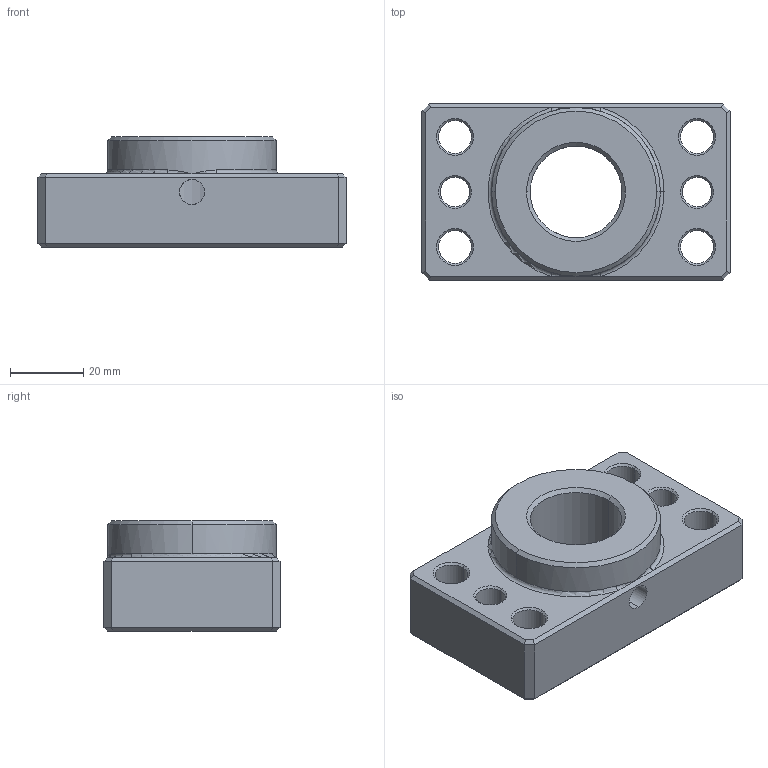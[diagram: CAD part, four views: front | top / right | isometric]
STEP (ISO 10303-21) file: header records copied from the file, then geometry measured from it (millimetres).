
FILE_DESCRIPTION (( 'STEP AP214' ), '1' );
FILE_NAME ('MGHP-D25.step', '2024-12-24T08:02:36', ( '' ), ( '' ), 'SwSTEP 2.0', 'SolidWorks 2016', '' );
FILE_SCHEMA (( 'AUTOMOTIVE_DESIGN' ));
Length unit declared in the file: millimetre
Products named in the file (1): MGHP-D25
Bounding box: 84 x 48 x 30 mm (x, y, z)
Volume: 74427.2 mm3; surface area: 18159.7 mm2
Topology: 1 solids, 1 shells, 83 faces, 194 edges, 109 vertices
Faces by surface type: cone 30, plane 28, cylinder 18, bspline 4, torus 3
Entity records: 2570 total; most frequent: CARTESIAN_POINT 599, DIRECTION 418, ORIENTED_EDGE 380, EDGE_CURVE 190, AXIS2_PLACEMENT_3D 154, LINE 110, VECTOR 110, VERTEX_POINT 109
